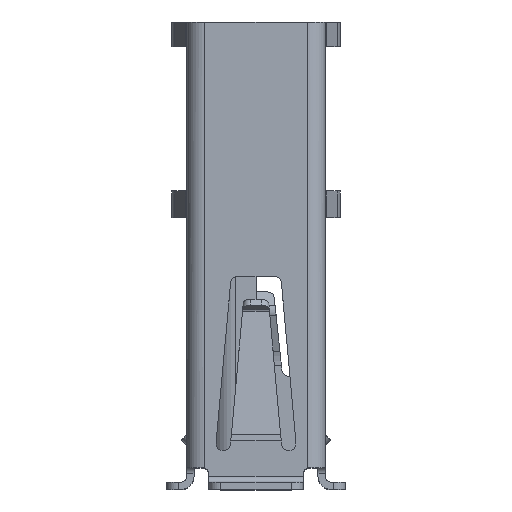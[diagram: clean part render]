
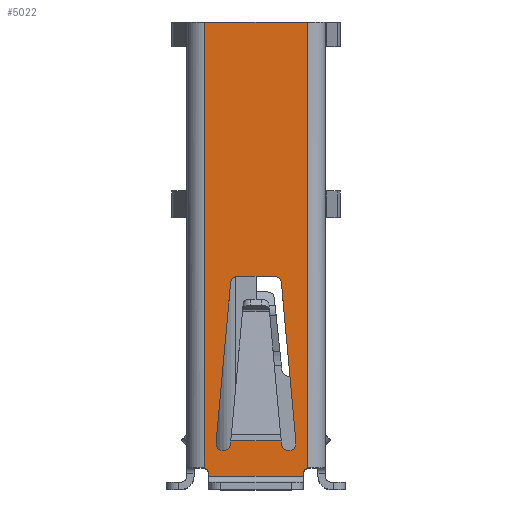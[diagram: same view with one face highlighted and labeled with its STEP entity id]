
A CAD part, top view. The second image highlights one B-rep face of the part: STEP entity #5022.
In plain terms, the highlighted planar face has unit normal (0, 0, 1).
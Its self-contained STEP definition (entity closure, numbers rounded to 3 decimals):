
#24 = VERTEX_POINT('',#25);
#25 = CARTESIAN_POINT('',(-1.052,-10.652,13.9));
#31 = EDGE_CURVE('',#32,#24,#34,.T.);
#32 = VERTEX_POINT('',#33);
#33 = CARTESIAN_POINT('',(-1.351,-10.925,13.9));
#34 = CIRCLE('',#35,0.3);
#35 = AXIS2_PLACEMENT_3D('',#36,#37,#38);
#36 = CARTESIAN_POINT('',(-1.351,-10.625,13.9));
#37 = DIRECTION('',(0.,0.,1.));
#38 = DIRECTION('',(0.,1.,0.));
#66 = VERTEX_POINT('',#67);
#67 = CARTESIAN_POINT('',(1.65,-10.598,13.9));
#73 = EDGE_CURVE('',#74,#66,#76,.T.);
#74 = VERTEX_POINT('',#75);
#75 = CARTESIAN_POINT('',(1.351,-10.925,13.9));
#76 = CIRCLE('',#77,0.3);
#77 = AXIS2_PLACEMENT_3D('',#78,#79,#80);
#78 = CARTESIAN_POINT('',(1.351,-10.625,13.9));
#79 = DIRECTION('',(0.,0.,1.));
#80 = DIRECTION('',(0.,1.,0.));
#3333 = VERTEX_POINT('',#3334);
#3334 = CARTESIAN_POINT('',(-2.11,6.775,13.9));
#3341 = EDGE_CURVE('',#3342,#3333,#3344,.T.);
#3342 = VERTEX_POINT('',#3343);
#3343 = CARTESIAN_POINT('',(2.11,6.775,13.9));
#3344 = LINE('',#3345,#3346);
#3345 = CARTESIAN_POINT('',(-2.11,6.775,13.9));
#3346 = VECTOR('',#3347,1.);
#3347 = DIRECTION('',(-1.,0.,0.));
#4697 = EDGE_CURVE('',#3342,#4698,#4700,.T.);
#4698 = VERTEX_POINT('',#4699);
#4699 = CARTESIAN_POINT('',(2.11,-11.642,13.9));
#4700 = LINE('',#4701,#4702);
#4701 = CARTESIAN_POINT('',(2.11,6.775,13.9));
#4702 = VECTOR('',#4703,1.);
#4703 = DIRECTION('',(0.,-1.,0.));
#4836 = VERTEX_POINT('',#4837);
#4837 = CARTESIAN_POINT('',(-2.11,-11.642,13.9));
#4844 = EDGE_CURVE('',#3333,#4836,#4845,.T.);
#4845 = LINE('',#4846,#4847);
#4846 = CARTESIAN_POINT('',(-2.11,6.775,13.9));
#4847 = VECTOR('',#4848,1.);
#4848 = DIRECTION('',(0.,-1.,0.));
#5022 = ADVANCED_FACE('',(#5023,#5068),#5152,.T.);
#5023 = FACE_BOUND('',#5024,.T.);
#5024 = EDGE_LOOP('',(#5025,#5035,#5043,#5051,#5058,#5059,#5060,#5061));
#5025 = ORIENTED_EDGE('',*,*,#5026,.T.);
#5026 = EDGE_CURVE('',#5027,#5029,#5031,.T.);
#5027 = VERTEX_POINT('',#5028);
#5028 = CARTESIAN_POINT('',(-1.95,-11.875,13.9));
#5029 = VERTEX_POINT('',#5030);
#5030 = CARTESIAN_POINT('',(-1.95,-11.975,13.9));
#5031 = LINE('',#5032,#5033);
#5032 = CARTESIAN_POINT('',(-1.95,-11.625,13.9));
#5033 = VECTOR('',#5034,1.);
#5034 = DIRECTION('',(0.,-1.,0.));
#5035 = ORIENTED_EDGE('',*,*,#5036,.T.);
#5036 = EDGE_CURVE('',#5029,#5037,#5039,.T.);
#5037 = VERTEX_POINT('',#5038);
#5038 = CARTESIAN_POINT('',(1.95,-11.975,13.9));
#5039 = LINE('',#5040,#5041);
#5040 = CARTESIAN_POINT('',(1.95,-11.975,13.9));
#5041 = VECTOR('',#5042,1.);
#5042 = DIRECTION('',(1.,0.,0.));
#5043 = ORIENTED_EDGE('',*,*,#5044,.F.);
#5044 = EDGE_CURVE('',#5045,#5037,#5047,.T.);
#5045 = VERTEX_POINT('',#5046);
#5046 = CARTESIAN_POINT('',(1.95,-11.875,13.9));
#5047 = LINE('',#5048,#5049);
#5048 = CARTESIAN_POINT('',(1.95,-11.625,13.9));
#5049 = VECTOR('',#5050,1.);
#5050 = DIRECTION('',(0.,-1.,0.));
#5051 = ORIENTED_EDGE('',*,*,#5052,.T.);
#5052 = EDGE_CURVE('',#5045,#4698,#5053,.T.);
#5053 = CIRCLE('',#5054,0.25);
#5054 = AXIS2_PLACEMENT_3D('',#5055,#5056,#5057);
#5055 = CARTESIAN_POINT('',(2.2,-11.875,13.9));
#5056 = DIRECTION('',(0.,0.,-1.));
#5057 = DIRECTION('',(0.,-1.,0.));
#5058 = ORIENTED_EDGE('',*,*,#4697,.F.);
#5059 = ORIENTED_EDGE('',*,*,#3341,.T.);
#5060 = ORIENTED_EDGE('',*,*,#4844,.T.);
#5061 = ORIENTED_EDGE('',*,*,#5062,.T.);
#5062 = EDGE_CURVE('',#4836,#5027,#5063,.T.);
#5063 = CIRCLE('',#5064,0.25);
#5064 = AXIS2_PLACEMENT_3D('',#5065,#5066,#5067);
#5065 = CARTESIAN_POINT('',(-2.2,-11.875,13.9));
#5066 = DIRECTION('',(-0.,0.,-1.));
#5067 = DIRECTION('',(0.,-1.,0.));
#5068 = FACE_BOUND('',#5069,.T.);
#5069 = EDGE_LOOP('',(#5070,#5078,#5079,#5088,#5096,#5105,#5113,#5122,
    #5128,#5129,#5138,#5146));
#5070 = ORIENTED_EDGE('',*,*,#5071,.F.);
#5071 = EDGE_CURVE('',#24,#5072,#5074,.T.);
#5072 = VERTEX_POINT('',#5073);
#5073 = CARTESIAN_POINT('',(-1.041,-10.525,13.9));
#5074 = LINE('',#5075,#5076);
#5075 = CARTESIAN_POINT('',(-1.041,-10.525,13.9));
#5076 = VECTOR('',#5077,1.);
#5077 = DIRECTION('',(0.091,0.996,
    0.));
#5078 = ORIENTED_EDGE('',*,*,#31,.F.);
#5079 = ORIENTED_EDGE('',*,*,#5080,.F.);
#5080 = EDGE_CURVE('',#5081,#32,#5083,.T.);
#5081 = VERTEX_POINT('',#5082);
#5082 = CARTESIAN_POINT('',(-1.65,-10.598,13.9));
#5083 = CIRCLE('',#5084,0.3);
#5084 = AXIS2_PLACEMENT_3D('',#5085,#5086,#5087);
#5085 = CARTESIAN_POINT('',(-1.351,-10.625,13.9));
#5086 = DIRECTION('',(0.,0.,1.));
#5087 = DIRECTION('',(0.,1.,0.));
#5088 = ORIENTED_EDGE('',*,*,#5089,.F.);
#5089 = EDGE_CURVE('',#5090,#5081,#5092,.T.);
#5090 = VERTEX_POINT('',#5091);
#5091 = CARTESIAN_POINT('',(-1.05,-3.998,13.9));
#5092 = LINE('',#5093,#5094);
#5093 = CARTESIAN_POINT('',(-1.65,-10.598,13.9));
#5094 = VECTOR('',#5095,1.);
#5095 = DIRECTION('',(-0.091,-0.996,
    0.));
#5096 = ORIENTED_EDGE('',*,*,#5097,.F.);
#5097 = EDGE_CURVE('',#5098,#5090,#5100,.T.);
#5098 = VERTEX_POINT('',#5099);
#5099 = CARTESIAN_POINT('',(-0.751,-3.725,13.9));
#5100 = CIRCLE('',#5101,0.3);
#5101 = AXIS2_PLACEMENT_3D('',#5102,#5103,#5104);
#5102 = CARTESIAN_POINT('',(-0.751,-4.025,13.9));
#5103 = DIRECTION('',(0.,0.,1.));
#5104 = DIRECTION('',(0.,1.,0.));
#5105 = ORIENTED_EDGE('',*,*,#5106,.F.);
#5106 = EDGE_CURVE('',#5107,#5098,#5109,.T.);
#5107 = VERTEX_POINT('',#5108);
#5108 = CARTESIAN_POINT('',(0.751,-3.725,13.9));
#5109 = LINE('',#5110,#5111);
#5110 = CARTESIAN_POINT('',(-0.751,-3.725,13.9));
#5111 = VECTOR('',#5112,1.);
#5112 = DIRECTION('',(-1.,0.,0.));
#5113 = ORIENTED_EDGE('',*,*,#5114,.F.);
#5114 = EDGE_CURVE('',#5115,#5107,#5117,.T.);
#5115 = VERTEX_POINT('',#5116);
#5116 = CARTESIAN_POINT('',(1.05,-3.998,13.9));
#5117 = CIRCLE('',#5118,0.3);
#5118 = AXIS2_PLACEMENT_3D('',#5119,#5120,#5121);
#5119 = CARTESIAN_POINT('',(0.751,-4.025,13.9));
#5120 = DIRECTION('',(0.,0.,1.));
#5121 = DIRECTION('',(0.,1.,0.));
#5122 = ORIENTED_EDGE('',*,*,#5123,.F.);
#5123 = EDGE_CURVE('',#66,#5115,#5124,.T.);
#5124 = LINE('',#5125,#5126);
#5125 = CARTESIAN_POINT('',(1.05,-3.998,13.9));
#5126 = VECTOR('',#5127,1.);
#5127 = DIRECTION('',(-0.091,0.996,
    0.));
#5128 = ORIENTED_EDGE('',*,*,#73,.F.);
#5129 = ORIENTED_EDGE('',*,*,#5130,.F.);
#5130 = EDGE_CURVE('',#5131,#74,#5133,.T.);
#5131 = VERTEX_POINT('',#5132);
#5132 = CARTESIAN_POINT('',(1.052,-10.652,13.9));
#5133 = CIRCLE('',#5134,0.3);
#5134 = AXIS2_PLACEMENT_3D('',#5135,#5136,#5137);
#5135 = CARTESIAN_POINT('',(1.351,-10.625,13.9));
#5136 = DIRECTION('',(0.,0.,1.));
#5137 = DIRECTION('',(0.,1.,0.));
#5138 = ORIENTED_EDGE('',*,*,#5139,.F.);
#5139 = EDGE_CURVE('',#5140,#5131,#5142,.T.);
#5140 = VERTEX_POINT('',#5141);
#5141 = CARTESIAN_POINT('',(1.041,-10.525,13.9));
#5142 = LINE('',#5143,#5144);
#5143 = CARTESIAN_POINT('',(1.052,-10.652,13.9));
#5144 = VECTOR('',#5145,1.);
#5145 = DIRECTION('',(0.091,-0.996,
    0.));
#5146 = ORIENTED_EDGE('',*,*,#5147,.F.);
#5147 = EDGE_CURVE('',#5072,#5140,#5148,.T.);
#5148 = LINE('',#5149,#5150);
#5149 = CARTESIAN_POINT('',(1.041,-10.525,13.9));
#5150 = VECTOR('',#5151,1.);
#5151 = DIRECTION('',(1.,0.,0.));
#5152 = PLANE('',#5153);
#5153 = AXIS2_PLACEMENT_3D('',#5154,#5155,#5156);
#5154 = CARTESIAN_POINT('',(-2.11,6.775,13.9));
#5155 = DIRECTION('',(0.,0.,1.));
#5156 = DIRECTION('',(1.,0.,0.));
